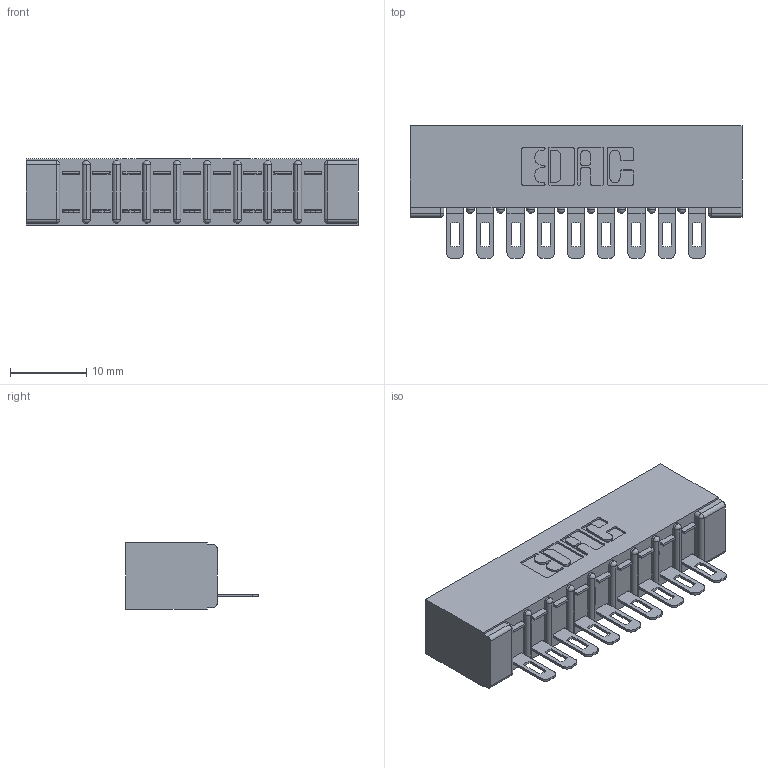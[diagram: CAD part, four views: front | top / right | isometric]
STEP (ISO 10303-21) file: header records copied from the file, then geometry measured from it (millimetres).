
FILE_DESCRIPTION (( 'STEP AP203' ), '1' );
FILE_NAME ('307-009-501-101.STEP', '2018-08-02T20:38:43', ( '' ), ( '' ), 'SwSTEP 2.0', 'SolidWorks 2016', '' );
FILE_SCHEMA (( 'CONFIG_CONTROL_DESIGN' ));
Length unit declared in the file: inch
Products named in the file (3): 307 Part_No Mounting Lugs; 307-290-002_501; 307-009-501-101
Assembly tree (10 placements, depth 2):
  307-009-501-101
    307 Part_No Mounting Lugs
    307-290-002_501  x9
Bounding box: 43.54 x 17.42 x 8.71 mm (x, y, z)
Volume: 3117.5 mm3; surface area: 5515.1 mm2
Topology: 10 solids, 10 shells, 804 faces, 2441 edges, 1598 vertices
Faces by surface type: plane 462, cylinder 322, sphere 20
Entity records: 12300 total; most frequent: CARTESIAN_POINT 2068, ORIENTED_EDGE 2058, DIRECTION 2027, EDGE_CURVE 1029, VECTOR 769, LINE 769, VERTEX_POINT 670, AXIS2_PLACEMENT_3D 629
